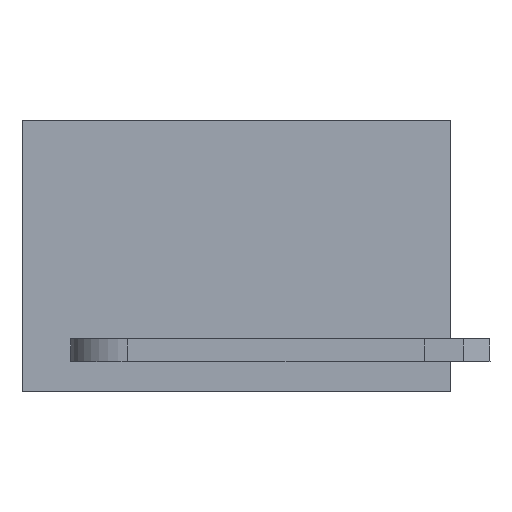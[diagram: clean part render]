
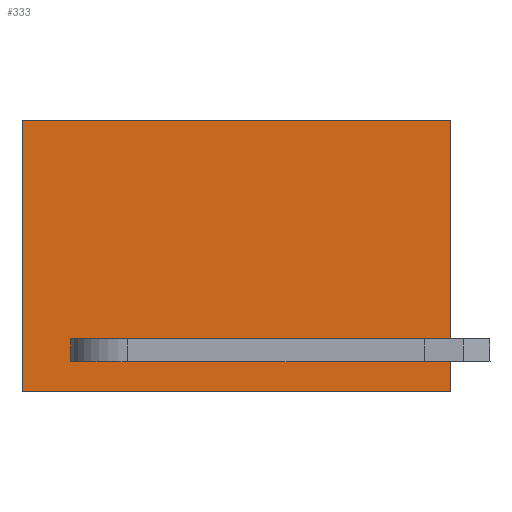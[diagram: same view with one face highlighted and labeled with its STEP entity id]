
A CAD part, front view. The second image highlights one B-rep face of the part: STEP entity #333.
In plain terms, the highlighted planar face has unit normal (0, -1, 0).
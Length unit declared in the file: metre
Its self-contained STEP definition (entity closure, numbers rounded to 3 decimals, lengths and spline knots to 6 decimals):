
#333=ADVANCED_FACE('',(#717,#718,#719),#720,.T.);
#717=FACE_BOUND('',#1144,.T.);
#718=FACE_BOUND('',#1145,.T.);
#719=FACE_OUTER_BOUND('',#1146,.T.);
#720=PLANE('',#1147);
#1144=EDGE_LOOP('',(#2120,#2121,#2122,#2123));
#1145=EDGE_LOOP('',(#2124,#2125,#2126,#2127));
#1146=EDGE_LOOP('',(#2128,#2129,#2130,#2131));
#1147=AXIS2_PLACEMENT_3D('',#2132,#2133,#2134);
#2120=ORIENTED_EDGE('',*,*,#2906,.F.);
#2121=ORIENTED_EDGE('',*,*,#2932,.F.);
#2122=ORIENTED_EDGE('',*,*,#2641,.F.);
#2123=ORIENTED_EDGE('',*,*,#2735,.F.);
#2124=ORIENTED_EDGE('',*,*,#2919,.F.);
#2125=ORIENTED_EDGE('',*,*,#2749,.T.);
#2126=ORIENTED_EDGE('',*,*,#2691,.F.);
#2127=ORIENTED_EDGE('',*,*,#2933,.F.);
#2128=ORIENTED_EDGE('',*,*,#2875,.F.);
#2129=ORIENTED_EDGE('',*,*,#2934,.F.);
#2130=ORIENTED_EDGE('',*,*,#2675,.T.);
#2131=ORIENTED_EDGE('',*,*,#2738,.T.);
#2132=CARTESIAN_POINT('',(0.01,0.,-0.0095));
#2133=DIRECTION('',(0.,-1.0,0.));
#2134=DIRECTION('',(0.,0.,-1.0));
#2641=EDGE_CURVE('',#3202,#3183,#3204,.T.);
#2675=EDGE_CURVE('',#3260,#3257,#3261,.T.);
#2691=EDGE_CURVE('',#3283,#3285,#3286,.T.);
#2735=EDGE_CURVE('',#3358,#3202,#3360,.T.);
#2738=EDGE_CURVE('',#3257,#3362,#3364,.T.);
#2749=EDGE_CURVE('',#3377,#3285,#3381,.T.);
#2875=EDGE_CURVE('',#3557,#3362,#3559,.T.);
#2906=EDGE_CURVE('',#3597,#3358,#3599,.T.);
#2919=EDGE_CURVE('',#3377,#3615,#3616,.T.);
#2932=EDGE_CURVE('',#3183,#3597,#3631,.T.);
#2933=EDGE_CURVE('',#3615,#3283,#3632,.T.);
#2934=EDGE_CURVE('',#3260,#3557,#3633,.T.);
#3183=VERTEX_POINT('',#3958);
#3202=VERTEX_POINT('',#3985);
#3204=LINE('',#3988,#3989);
#3257=VERTEX_POINT('',#4066);
#3260=VERTEX_POINT('',#4070);
#3261=LINE('',#4071,#4072);
#3283=VERTEX_POINT('',#4105);
#3285=VERTEX_POINT('',#4108);
#3286=LINE('',#4109,#4110);
#3358=VERTEX_POINT('',#4226);
#3360=LINE('',#4229,#4230);
#3362=VERTEX_POINT('',#4232);
#3364=LINE('',#4235,#4236);
#3377=VERTEX_POINT('',#4256);
#3381=LINE('',#4262,#4263);
#3557=VERTEX_POINT('',#4537);
#3559=LINE('',#4540,#4541);
#3597=VERTEX_POINT('',#4594);
#3599=LINE('',#4597,#4598);
#3615=VERTEX_POINT('',#4624);
#3616=LINE('',#4625,#4626);
#3631=LINE('',#4647,#4648);
#3632=LINE('',#4649,#4650);
#3633=LINE('',#4651,#4652);
#3958=CARTESIAN_POINT('',(0.0017,0.,-0.00765));
#3985=CARTESIAN_POINT('',(0.0033,0.,-0.00765));
#3988=CARTESIAN_POINT('',(0.,0.,-0.00765));
#3989=VECTOR('',#4864,1.0);
#4066=CARTESIAN_POINT('',(0.015,0.0,0.0));
#4070=CARTESIAN_POINT('',(0.015,0.,-0.0095));
#4071=CARTESIAN_POINT('',(0.015,0.,-0.0095));
#4072=VECTOR('',#4890,1.0);
#4105=CARTESIAN_POINT('',(0.0129,0.,-0.00765));
#4108=CARTESIAN_POINT('',(0.0117,0.,-0.00765));
#4109=CARTESIAN_POINT('',(0.01205,0.,-0.00765));
#4110=VECTOR('',#4903,1.0);
#4226=CARTESIAN_POINT('',(0.0033,0.,-0.00845));
#4229=CARTESIAN_POINT('',(0.0033,0.,-0.0095));
#4230=VECTOR('',#4948,1.0);
#4232=CARTESIAN_POINT('',(0.,0.,0.0));
#4235=CARTESIAN_POINT('',(0.01,0.,0.));
#4236=VECTOR('',#4950,1.0);
#4256=CARTESIAN_POINT('',(0.0117,0.,-0.00845));
#4262=CARTESIAN_POINT('',(0.0117,0.,-0.0095));
#4263=VECTOR('',#4960,1.0);
#4537=CARTESIAN_POINT('',(0.,0.,-0.0095));
#4540=CARTESIAN_POINT('',(0.,0.,-0.0095));
#4541=VECTOR('',#5068,1.0);
#4594=CARTESIAN_POINT('',(0.0017,0.,-0.00845));
#4597=CARTESIAN_POINT('',(0.,0.,-0.00845));
#4598=VECTOR('',#5094,1.0);
#4624=CARTESIAN_POINT('',(0.0129,0.,-0.00845));
#4625=CARTESIAN_POINT('',(0.,0.,-0.00845));
#4626=VECTOR('',#5105,1.0);
#4647=CARTESIAN_POINT('',(0.0017,0.,-0.0095));
#4648=VECTOR('',#5115,1.0);
#4649=CARTESIAN_POINT('',(0.0129,0.,-0.00845));
#4650=VECTOR('',#5116,1.0);
#4651=CARTESIAN_POINT('',(0.01,0.,-0.0095));
#4652=VECTOR('',#5117,1.0);
#4864=DIRECTION('',(-1.0,0.,0.));
#4890=DIRECTION('',(0.,0.,1.0));
#4903=DIRECTION('',(-1.0,0.,0.));
#4948=DIRECTION('',(0.,0.,1.0));
#4950=DIRECTION('',(-1.0,0.,0.));
#4960=DIRECTION('',(0.,0.,1.0));
#5068=DIRECTION('',(0.,0.,1.0));
#5094=DIRECTION('',(1.0,0.,0.));
#5105=DIRECTION('',(1.0,0.,0.));
#5115=DIRECTION('',(0.,0.,-1.0));
#5116=DIRECTION('',(0.,0.,1.0));
#5117=DIRECTION('',(-1.0,0.,0.));
